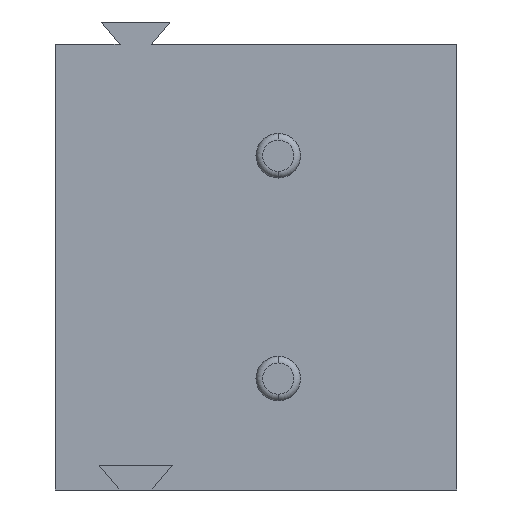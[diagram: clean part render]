
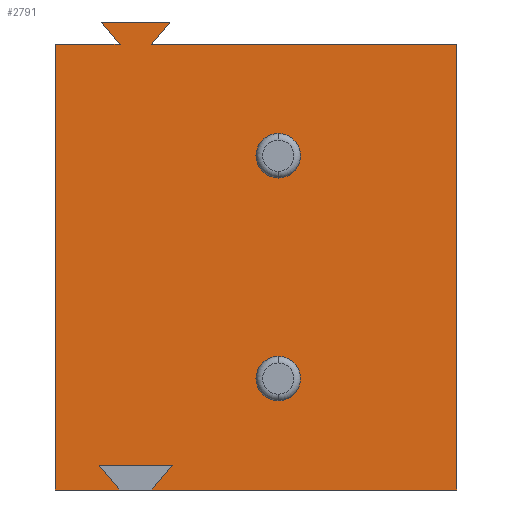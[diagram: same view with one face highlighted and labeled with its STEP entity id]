
A CAD part, front view. The second image highlights one B-rep face of the part: STEP entity #2791.
In plain terms, the highlighted planar face has unit normal (0, -1, 0).
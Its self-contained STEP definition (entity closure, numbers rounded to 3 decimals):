
#22 = CIRCLE ( 'NONE', #4799, 0.5 ) ;
#46 = VECTOR ( 'NONE', #1412, 1000. ) ;
#49 = LINE ( 'NONE', #708, #1368 ) ;
#63 = DIRECTION ( 'NONE',  ( -0.643, 0., -0.766 ) ) ;
#71 = DIRECTION ( 'NONE',  ( -0.643, 0., 0.766 ) ) ;
#82 = EDGE_CURVE ( 'NONE', #2236, #1486, #49, .T. ) ;
#112 = LINE ( 'NONE', #485, #3728 ) ;
#118 = VECTOR ( 'NONE', #1299, 1000. ) ;
#134 = VECTOR ( 'NONE', #1122, 1000. ) ;
#145 = VERTEX_POINT ( 'NONE', #4089 ) ;
#147 = CARTESIAN_POINT ( 'NONE',  ( 9., 0., 22.5 ) ) ;
#349 = DIRECTION ( 'NONE',  ( 0., 1., 0. ) ) ;
#373 = ORIENTED_EDGE ( 'NONE', *, *, #1345, .T. ) ;
#485 = CARTESIAN_POINT ( 'NONE',  ( 1.44, 0., 12.5 ) ) ;
#626 = DIRECTION ( 'NONE',  ( 0., 0., -1. ) ) ;
#708 = CARTESIAN_POINT ( 'NONE',  ( 9., 0., 12.5 ) ) ;
#737 = EDGE_CURVE ( 'NONE', #2071, #2236, #789, .T. ) ;
#751 = CARTESIAN_POINT ( 'NONE',  ( 2.57, 0., 23. ) ) ;
#752 = CARTESIAN_POINT ( 'NONE',  ( 2.15, 0., 22.5 ) ) ;
#789 = LINE ( 'NONE', #4127, #2300 ) ;
#841 = DIRECTION ( 'NONE',  ( 0., -1., 0. ) ) ;
#861 = DIRECTION ( 'NONE',  ( -1., 0., 0. ) ) ;
#878 = CARTESIAN_POINT ( 'NONE',  ( 9., 0., 22.5 ) ) ;
#893 = CARTESIAN_POINT ( 'NONE',  ( 1.257, 0., 13.05 ) ) ;
#918 = DIRECTION ( 'NONE',  ( -1., 0., 0. ) ) ;
#932 = ORIENTED_EDGE ( 'NONE', *, *, #2478, .T. ) ;
#969 = DIRECTION ( 'NONE',  ( 0., -1., 0. ) ) ;
#1000 = EDGE_CURVE ( 'NONE', #2071, #4639, #4641, .T. ) ;
#1010 = EDGE_CURVE ( 'NONE', #3943, #2324, #3147, .T. ) ;
#1032 = CARTESIAN_POINT ( 'NONE',  ( 9., 0., 22.5 ) ) ;
#1043 = VECTOR ( 'NONE', #861, 1000. ) ;
#1076 = LINE ( 'NONE', #1523, #46 ) ;
#1087 = ORIENTED_EDGE ( 'NONE', *, *, #4066, .F. ) ;
#1113 = ORIENTED_EDGE ( 'NONE', *, *, #2923, .T. ) ;
#1122 = DIRECTION ( 'NONE',  ( -1., 0., 0. ) ) ;
#1138 = LINE ( 'NONE', #1899, #2997 ) ;
#1147 = CARTESIAN_POINT ( 'NONE',  ( 0.978, 0., 13.05 ) ) ;
#1149 = CIRCLE ( 'NONE', #3431, 0.5 ) ;
#1262 = DIRECTION ( 'NONE',  ( 0., -1., 0. ) ) ;
#1271 = AXIS2_PLACEMENT_3D ( 'NONE', #3530, #3462, #4296 ) ;
#1272 = EDGE_CURVE ( 'NONE', #145, #1486, #2640, .T. ) ;
#1299 = DIRECTION ( 'NONE',  ( 1., 0., 0. ) ) ;
#1323 = ORIENTED_EDGE ( 'NONE', *, *, #1650, .T. ) ;
#1324 = VERTEX_POINT ( 'NONE', #2184 ) ;
#1345 = EDGE_CURVE ( 'NONE', #1406, #4617, #3619, .T. ) ;
#1368 = VECTOR ( 'NONE', #1571, 1000. ) ;
#1375 = CARTESIAN_POINT ( 'NONE',  ( 1.03, 0., 23. ) ) ;
#1406 = VERTEX_POINT ( 'NONE', #3667 ) ;
#1412 = DIRECTION ( 'NONE',  ( 0., 0., -1. ) ) ;
#1460 = DIRECTION ( 'NONE',  ( -0.643, 0., -0.766 ) ) ;
#1486 = VERTEX_POINT ( 'NONE', #2243 ) ;
#1523 = CARTESIAN_POINT ( 'NONE',  ( 0., 0., 22.5 ) ) ;
#1533 = VECTOR ( 'NONE', #71, 1000. ) ;
#1571 = DIRECTION ( 'NONE',  ( -1., 0., 0. ) ) ;
#1580 = CARTESIAN_POINT ( 'NONE',  ( 2.442, 0., 12.836 ) ) ;
#1650 = EDGE_CURVE ( 'NONE', #4617, #1802, #1076, .T. ) ;
#1654 = VERTEX_POINT ( 'NONE', #2918 ) ;
#1742 = ORIENTED_EDGE ( 'NONE', *, *, #2821, .F. ) ;
#1802 = VERTEX_POINT ( 'NONE', #3121 ) ;
#1859 = CARTESIAN_POINT ( 'NONE',  ( 1.45, 0., 22.5 ) ) ;
#1862 = CARTESIAN_POINT ( 'NONE',  ( 9., 0., 12.5 ) ) ;
#1899 = CARTESIAN_POINT ( 'NONE',  ( 2.39, 0., 22.786 ) ) ;
#1900 = ORIENTED_EDGE ( 'NONE', *, *, #2148, .T. ) ;
#1947 = DIRECTION ( 'NONE',  ( 1., 0., 0. ) ) ;
#2071 = VERTEX_POINT ( 'NONE', #147 ) ;
#2148 = EDGE_CURVE ( 'NONE', #3838, #145, #4686, .T. ) ;
#2152 = ORIENTED_EDGE ( 'NONE', *, *, #737, .F. ) ;
#2184 = CARTESIAN_POINT ( 'NONE',  ( 5., 0., 14.5 ) ) ;
#2187 = EDGE_CURVE ( 'NONE', #4010, #1324, #3892, .T. ) ;
#2236 = VERTEX_POINT ( 'NONE', #2413 ) ;
#2243 = CARTESIAN_POINT ( 'NONE',  ( 2.16, 0., 12.5 ) ) ;
#2300 = VECTOR ( 'NONE', #4491, 1000. ) ;
#2302 = CARTESIAN_POINT ( 'NONE',  ( 5., 0., 15.5 ) ) ;
#2324 = VERTEX_POINT ( 'NONE', #751 ) ;
#2413 = CARTESIAN_POINT ( 'NONE',  ( 9., 0., 12.5 ) ) ;
#2478 = EDGE_CURVE ( 'NONE', #3539, #3838, #112, .T. ) ;
#2501 = CARTESIAN_POINT ( 'NONE',  ( 5., 0., 20. ) ) ;
#2567 = CARTESIAN_POINT ( 'NONE',  ( 5., 0., 20.5 ) ) ;
#2640 = LINE ( 'NONE', #1580, #3422 ) ;
#2671 = EDGE_CURVE ( 'NONE', #1654, #2870, #22, .T. ) ;
#2709 = FACE_OUTER_BOUND ( 'NONE', #4725, .T. ) ;
#2723 = EDGE_LOOP ( 'NONE', ( #3485, #1113 ) ) ;
#2744 = ORIENTED_EDGE ( 'NONE', *, *, #4314, .F. ) ;
#2775 = CIRCLE ( 'NONE', #1271, 0.5 ) ;
#2791 = ADVANCED_FACE ( 'NONE', ( #2709, #4153, #3400 ), #4100, .T. ) ;
#2798 = CARTESIAN_POINT ( 'NONE',  ( 5., 0., 15. ) ) ;
#2805 = ORIENTED_EDGE ( 'NONE', *, *, #2187, .F. ) ;
#2821 = EDGE_CURVE ( 'NONE', #2324, #4639, #1138, .T. ) ;
#2836 = DIRECTION ( 'NONE',  ( 1., 0., 0. ) ) ;
#2870 = VERTEX_POINT ( 'NONE', #2567 ) ;
#2909 = CARTESIAN_POINT ( 'NONE',  ( 0., 0., 22.5 ) ) ;
#2918 = CARTESIAN_POINT ( 'NONE',  ( 5., 0., 19.5 ) ) ;
#2923 = EDGE_CURVE ( 'NONE', #2870, #1654, #2775, .T. ) ;
#2997 = VECTOR ( 'NONE', #1460, 1000. ) ;
#3079 = AXIS2_PLACEMENT_3D ( 'NONE', #4497, #841, #1947 ) ;
#3121 = CARTESIAN_POINT ( 'NONE',  ( 0., 0., 12.5 ) ) ;
#3147 = LINE ( 'NONE', #4694, #118 ) ;
#3182 = VECTOR ( 'NONE', #4078, 1000. ) ;
#3346 = VECTOR ( 'NONE', #2836, 1000. ) ;
#3350 = CARTESIAN_POINT ( 'NONE',  ( 1.44, 0., 12.5 ) ) ;
#3400 = FACE_BOUND ( 'NONE', #4466, .T. ) ;
#3422 = VECTOR ( 'NONE', #63, 1000. ) ;
#3431 = AXIS2_PLACEMENT_3D ( 'NONE', #4734, #969, #3622 ) ;
#3442 = LINE ( 'NONE', #1859, #1533 ) ;
#3457 = DIRECTION ( 'NONE',  ( -0.643, 0., 0.766 ) ) ;
#3462 = DIRECTION ( 'NONE',  ( 0., 1., 0. ) ) ;
#3485 = ORIENTED_EDGE ( 'NONE', *, *, #2671, .T. ) ;
#3530 = CARTESIAN_POINT ( 'NONE',  ( 5., 0., 20. ) ) ;
#3539 = VERTEX_POINT ( 'NONE', #3350 ) ;
#3584 = AXIS2_PLACEMENT_3D ( 'NONE', #2798, #1262, #918 ) ;
#3619 = LINE ( 'NONE', #1032, #3182 ) ;
#3622 = DIRECTION ( 'NONE',  ( -1., 0., 0. ) ) ;
#3667 = CARTESIAN_POINT ( 'NONE',  ( 1.45, 0., 22.5 ) ) ;
#3699 = LINE ( 'NONE', #1862, #134 ) ;
#3728 = VECTOR ( 'NONE', #3457, 1000. ) ;
#3838 = VERTEX_POINT ( 'NONE', #1147 ) ;
#3841 = EDGE_CURVE ( 'NONE', #1406, #3943, #3442, .T. ) ;
#3892 = CIRCLE ( 'NONE', #3584, 0.5 ) ;
#3943 = VERTEX_POINT ( 'NONE', #1375 ) ;
#4010 = VERTEX_POINT ( 'NONE', #2302 ) ;
#4066 = EDGE_CURVE ( 'NONE', #3539, #1802, #3699, .T. ) ;
#4078 = DIRECTION ( 'NONE',  ( -1., 0., 0. ) ) ;
#4089 = CARTESIAN_POINT ( 'NONE',  ( 2.622, 0., 13.05 ) ) ;
#4100 = PLANE ( 'NONE',  #3079 ) ;
#4127 = CARTESIAN_POINT ( 'NONE',  ( 9., 0., 22.5 ) ) ;
#4152 = ORIENTED_EDGE ( 'NONE', *, *, #1000, .T. ) ;
#4153 = FACE_BOUND ( 'NONE', #2723, .T. ) ;
#4278 = ORIENTED_EDGE ( 'NONE', *, *, #3841, .F. ) ;
#4296 = DIRECTION ( 'NONE',  ( 0., 0., -1. ) ) ;
#4314 = EDGE_CURVE ( 'NONE', #1324, #4010, #1149, .T. ) ;
#4383 = ORIENTED_EDGE ( 'NONE', *, *, #82, .F. ) ;
#4393 = ORIENTED_EDGE ( 'NONE', *, *, #1272, .T. ) ;
#4466 = EDGE_LOOP ( 'NONE', ( #2744, #2805 ) ) ;
#4491 = DIRECTION ( 'NONE',  ( 0., 0., -1. ) ) ;
#4497 = CARTESIAN_POINT ( 'NONE',  ( 9., 0., 22.5 ) ) ;
#4498 = ORIENTED_EDGE ( 'NONE', *, *, #1010, .F. ) ;
#4617 = VERTEX_POINT ( 'NONE', #2909 ) ;
#4639 = VERTEX_POINT ( 'NONE', #752 ) ;
#4641 = LINE ( 'NONE', #878, #1043 ) ;
#4686 = LINE ( 'NONE', #893, #3346 ) ;
#4694 = CARTESIAN_POINT ( 'NONE',  ( 1.309, 0., 23. ) ) ;
#4725 = EDGE_LOOP ( 'NONE', ( #1323, #1087, #932, #1900, #4393, #4383, #2152, #4152, #1742, #4498, #4278, #373 ) ) ;
#4734 = CARTESIAN_POINT ( 'NONE',  ( 5., 0., 15. ) ) ;
#4799 = AXIS2_PLACEMENT_3D ( 'NONE', #2501, #349, #626 ) ;
